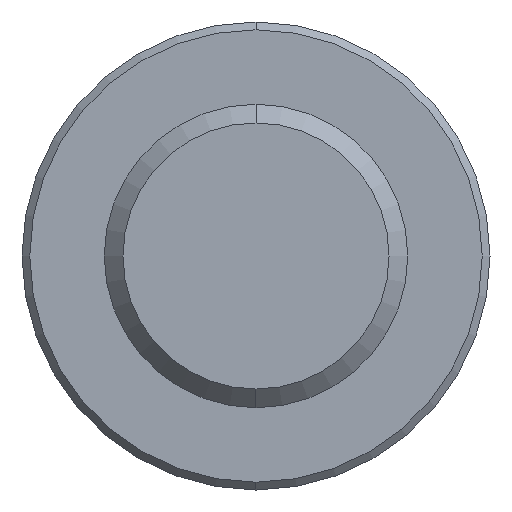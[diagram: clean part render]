
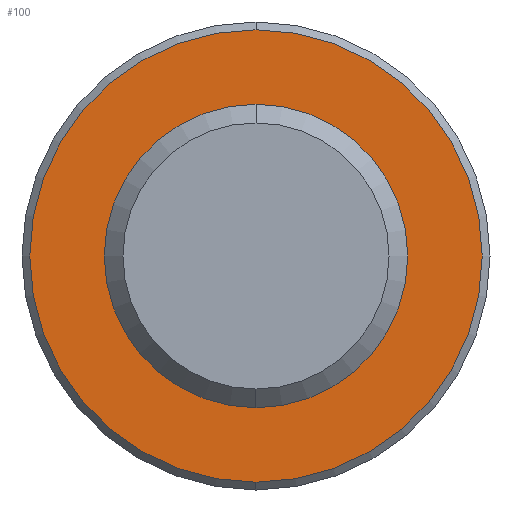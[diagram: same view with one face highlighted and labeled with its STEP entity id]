
A CAD part, front view. The second image highlights one B-rep face of the part: STEP entity #100.
In plain terms, the highlighted planar face has unit normal (0, -1, 0).
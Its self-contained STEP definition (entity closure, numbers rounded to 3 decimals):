
#100=ADVANCED_FACE('',(#211,#212),#213,.F.);
#211=FACE_OUTER_BOUND('',#332,.T.);
#212=FACE_BOUND('',#333,.T.);
#213=PLANE('',#334);
#332=EDGE_LOOP('',(#575,#576,#577));
#333=EDGE_LOOP('',(#578,#579));
#334=AXIS2_PLACEMENT_3D('',#580,#581,#582);
#575=ORIENTED_EDGE('',*,*,#837,.T.);
#576=ORIENTED_EDGE('',*,*,#741,.T.);
#577=ORIENTED_EDGE('',*,*,#838,.T.);
#578=ORIENTED_EDGE('',*,*,#775,.T.);
#579=ORIENTED_EDGE('',*,*,#773,.T.);
#580=CARTESIAN_POINT('',(0.0,0.0,0.0));
#581=DIRECTION('',(0.0,1.0,0.0));
#582=DIRECTION('',(1.0,0.0,-0.0));
#741=EDGE_CURVE('',#874,#881,#883,.T.);
#773=EDGE_CURVE('',#934,#940,#942,.T.);
#775=EDGE_CURVE('',#940,#934,#944,.T.);
#837=EDGE_CURVE('',#1036,#874,#1037,.T.);
#838=EDGE_CURVE('',#881,#1036,#1038,.T.);
#874=VERTEX_POINT('',#1077);
#881=VERTEX_POINT('',#1085);
#883=CIRCLE('',#1088,7.25);
#934=VERTEX_POINT('',#1170);
#940=VERTEX_POINT('',#1177);
#942=CIRCLE('',#1180,4.864);
#944=CIRCLE('',#1182,4.864);
#1036=VERTEX_POINT('',#1384);
#1037=CIRCLE('',#1385,7.25);
#1038=CIRCLE('',#1386,7.25);
#1077=CARTESIAN_POINT('',(0.,0.,-7.25));
#1085=CARTESIAN_POINT('',(0.,0.,7.25));
#1088=AXIS2_PLACEMENT_3D('',#1441,#1442,#1443);
#1170=CARTESIAN_POINT('',(4.864,0.0,0.));
#1177=CARTESIAN_POINT('',(-4.864,0.0,0.0));
#1180=AXIS2_PLACEMENT_3D('',#1489,#1490,#1491);
#1182=AXIS2_PLACEMENT_3D('',#1492,#1493,#1494);
#1384=CARTESIAN_POINT('',(-7.25,0.,0.0));
#1385=AXIS2_PLACEMENT_3D('',#1566,#1567,#1568);
#1386=AXIS2_PLACEMENT_3D('',#1569,#1570,#1571);
#1441=CARTESIAN_POINT('',(0.0,0.,0.));
#1442=DIRECTION('',(0.0,-1.0,0.0));
#1443=DIRECTION('',(1.0,0.0,0.0));
#1489=CARTESIAN_POINT('',(0.0,0.0,0.0));
#1490=DIRECTION('',(0.0,1.0,0.0));
#1491=DIRECTION('',(-1.0,0.0,0.0));
#1492=CARTESIAN_POINT('',(0.0,0.0,0.0));
#1493=DIRECTION('',(0.0,1.0,0.0));
#1494=DIRECTION('',(-1.0,0.0,0.0));
#1566=CARTESIAN_POINT('',(0.0,0.,0.));
#1567=DIRECTION('',(0.0,-1.0,0.0));
#1568=DIRECTION('',(1.0,0.0,0.0));
#1569=CARTESIAN_POINT('',(0.0,0.,0.));
#1570=DIRECTION('',(0.0,-1.0,0.0));
#1571=DIRECTION('',(1.0,0.0,0.0));
